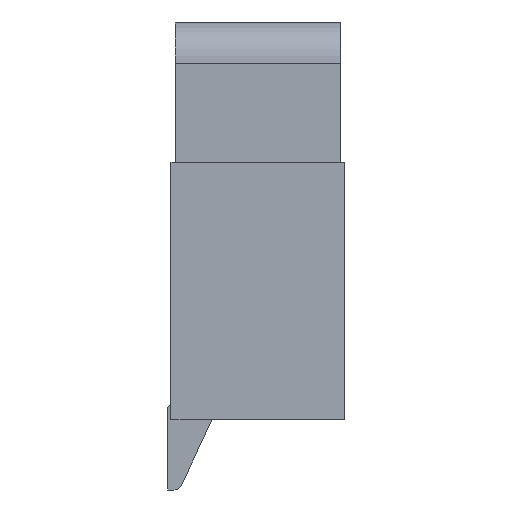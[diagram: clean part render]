
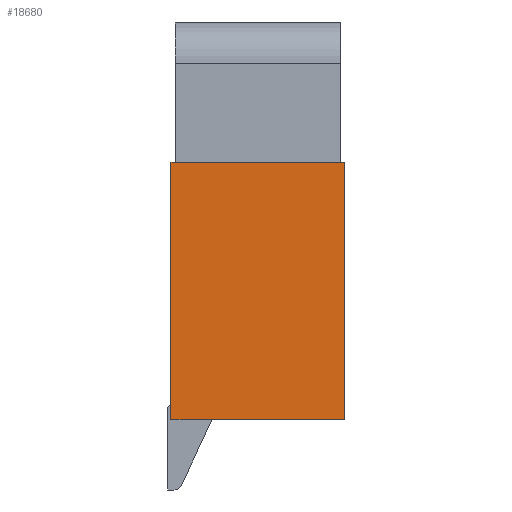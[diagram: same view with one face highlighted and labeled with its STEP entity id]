
A CAD part, left-side view. The second image highlights one B-rep face of the part: STEP entity #18680.
In plain terms, the highlighted planar face has unit normal (-1, 0, 0).
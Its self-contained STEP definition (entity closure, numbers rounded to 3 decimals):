
#1030=ORIENTED_EDGE('',*,*,#5640,.T.);
#1031=ORIENTED_EDGE('',*,*,#5634,.F.);
#1032=ORIENTED_EDGE('',*,*,#5630,.F.);
#1033=ORIENTED_EDGE('',*,*,#5641,.F.);
#1034=ORIENTED_EDGE('',*,*,#5642,.F.);
#1035=ORIENTED_EDGE('',*,*,#5637,.T.);
#5630=EDGE_CURVE('',#7886,#7877,#9571,.T.);
#5634=EDGE_CURVE('',#7877,#7888,#9575,.T.);
#5637=EDGE_CURVE('',#7891,#7890,#9578,.T.);
#5640=EDGE_CURVE('',#7890,#7888,#9581,.T.);
#5641=EDGE_CURVE('',#7893,#7886,#9582,.T.);
#5642=EDGE_CURVE('',#7891,#7893,#9583,.T.);
#7877=VERTEX_POINT('',#25684);
#7886=VERTEX_POINT('',#25717);
#7888=VERTEX_POINT('',#25726);
#7890=VERTEX_POINT('',#25731);
#7891=VERTEX_POINT('',#25733);
#7893=VERTEX_POINT('',#25740);
#9571=LINE('',#25718,#11792);
#9575=LINE('',#25725,#11796);
#9578=LINE('',#25732,#11799);
#9581=LINE('',#25738,#11802);
#9582=LINE('',#25739,#11803);
#9583=LINE('',#25741,#11804);
#11792=VECTOR('',#21215,1000.);
#11796=VECTOR('',#21223,1000.);
#11799=VECTOR('',#21228,1000.);
#11802=VECTOR('',#21233,1000.);
#11803=VECTOR('',#21234,1000.);
#11804=VECTOR('',#21235,1000.);
#13517=EDGE_LOOP('',(#1030,#1031,#1032,#1033,#1034,#1035));
#14314=FACE_BOUND('',#13517,.T.);
#15109=PLANE('',#19492);
#18680=ADVANCED_FACE('',(#14314),#15109,.F.);
#19492=AXIS2_PLACEMENT_3D('',#25737,#21231,#21232);
#21215=DIRECTION('',(0.,-1.,0.));
#21223=DIRECTION('',(0.,-1.,0.));
#21228=DIRECTION('',(0.,-1.,0.));
#21231=DIRECTION('',(1.,0.,0.));
#21232=DIRECTION('',(0.,0.,-1.));
#21233=DIRECTION('',(0.,0.,1.));
#21234=DIRECTION('',(0.,-1.,0.));
#21235=DIRECTION('',(0.,0.,1.));
#25684=CARTESIAN_POINT('',(-8.075,0.,-1.7));
#25717=CARTESIAN_POINT('',(-8.075,2.,-1.7));
#25718=CARTESIAN_POINT('',(-8.075,2.05,-1.7));
#25725=CARTESIAN_POINT('',(-8.075,2.05,-1.7));
#25726=CARTESIAN_POINT('',(-8.075,-0.05,-1.7));
#25731=CARTESIAN_POINT('',(-8.075,-0.05,-4.82));
#25732=CARTESIAN_POINT('',(-8.075,2.05,-4.82));
#25733=CARTESIAN_POINT('',(-8.075,2.05,-4.82));
#25737=CARTESIAN_POINT('',(-8.075,2.05,-4.82));
#25738=CARTESIAN_POINT('',(-8.075,-0.05,-4.82));
#25739=CARTESIAN_POINT('',(-8.075,2.05,-1.7));
#25740=CARTESIAN_POINT('',(-8.075,2.05,-1.7));
#25741=CARTESIAN_POINT('',(-8.075,2.05,-4.82));
